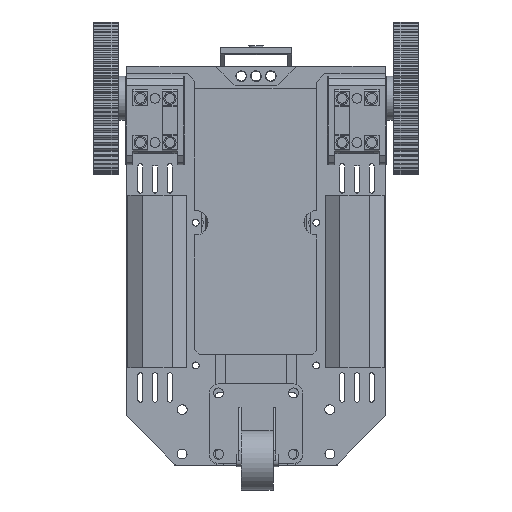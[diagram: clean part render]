
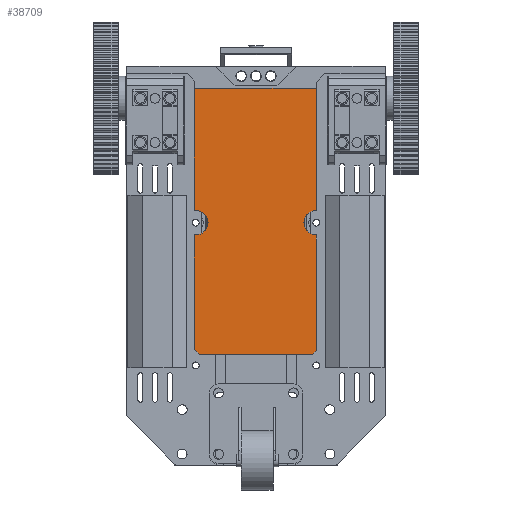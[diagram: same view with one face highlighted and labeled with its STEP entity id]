
A CAD part, front view. The second image highlights one B-rep face of the part: STEP entity #38709.
In plain terms, the highlighted planar face has unit normal (0, -1, 0).
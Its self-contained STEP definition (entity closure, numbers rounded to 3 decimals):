
#4253=FACE_OUTER_BOUND('',#6800,.T.);
#6800=EDGE_LOOP('',(#34404,#34405,#34406,#34407,#34408,#34409,#34410,#34411,
#34412,#34413));
#7760=CIRCLE('',#41107,5.);
#7763=CIRCLE('',#41114,5.);
#11602=LINE('',#66577,#15535);
#11613=LINE('',#66604,#15546);
#11614=LINE('',#66608,#15547);
#11617=LINE('',#66613,#15550);
#11626=LINE('',#66629,#15559);
#11627=LINE('',#66630,#15560);
#11628=LINE('',#66632,#15561);
#11629=LINE('',#66633,#15562);
#15535=VECTOR('',#49670,10.);
#15546=VECTOR('',#49699,10.);
#15547=VECTOR('',#49702,10.);
#15550=VECTOR('',#49707,10.);
#15559=VECTOR('',#49718,10.);
#15560=VECTOR('',#49719,10.);
#15561=VECTOR('',#49720,10.);
#15562=VECTOR('',#49721,10.);
#19014=VERTEX_POINT('',#66310);
#19015=VERTEX_POINT('',#66312);
#19027=VERTEX_POINT('',#66343);
#19028=VERTEX_POINT('',#66345);
#19132=VERTEX_POINT('',#66575);
#19139=VERTEX_POINT('',#66602);
#19140=VERTEX_POINT('',#66606);
#19141=VERTEX_POINT('',#66607);
#19142=VERTEX_POINT('',#66612);
#19149=VERTEX_POINT('',#66631);
#24179=EDGE_CURVE('',#19015,#19014,#7760,.F.);
#24195=EDGE_CURVE('',#19028,#19027,#7763,.F.);
#24312=EDGE_CURVE('',#19014,#19132,#11602,.T.);
#24326=EDGE_CURVE('',#19132,#19139,#11613,.T.);
#24327=EDGE_CURVE('',#19140,#19141,#11614,.F.);
#24330=EDGE_CURVE('',#19142,#19141,#11617,.T.);
#24339=EDGE_CURVE('',#19140,#19015,#11626,.T.);
#24340=EDGE_CURVE('',#19139,#19028,#11627,.T.);
#24341=EDGE_CURVE('',#19027,#19149,#11628,.T.);
#24342=EDGE_CURVE('',#19142,#19149,#11629,.F.);
#34404=ORIENTED_EDGE('',*,*,#24327,.F.);
#34405=ORIENTED_EDGE('',*,*,#24339,.T.);
#34406=ORIENTED_EDGE('',*,*,#24179,.T.);
#34407=ORIENTED_EDGE('',*,*,#24312,.T.);
#34408=ORIENTED_EDGE('',*,*,#24326,.T.);
#34409=ORIENTED_EDGE('',*,*,#24340,.T.);
#34410=ORIENTED_EDGE('',*,*,#24195,.T.);
#34411=ORIENTED_EDGE('',*,*,#24341,.T.);
#34412=ORIENTED_EDGE('',*,*,#24342,.F.);
#34413=ORIENTED_EDGE('',*,*,#24330,.T.);
#36703=PLANE('',#41180);
#38709=ADVANCED_FACE('',(#4253),#36703,.T.);
#41107=AXIS2_PLACEMENT_3D('',#66313,#49461,#49462);
#41114=AXIS2_PLACEMENT_3D('',#66346,#49488,#49489);
#41180=AXIS2_PLACEMENT_3D('',#66628,#49716,#49717);
#49461=DIRECTION('center_axis',(0.,-1.,0.));
#49462=DIRECTION('ref_axis',(1.,0.,0.));
#49488=DIRECTION('center_axis',(0.,-1.,0.));
#49489=DIRECTION('ref_axis',(1.,0.,0.));
#49670=DIRECTION('',(0.,0.,1.));
#49699=DIRECTION('',(-1.,0.,0.));
#49702=DIRECTION('',(0.707,0.,0.707));
#49707=DIRECTION('',(1.,0.,0.));
#49716=DIRECTION('center_axis',(0.,-1.,0.));
#49717=DIRECTION('ref_axis',(0.,0.,-1.));
#49718=DIRECTION('',(0.,0.,1.));
#49719=DIRECTION('',(0.,0.,-1.));
#49720=DIRECTION('',(0.,0.,-1.));
#49721=DIRECTION('',(0.707,0.,-0.707));
#66310=CARTESIAN_POINT('',(74.5,-21.5,-53.528));
#66312=CARTESIAN_POINT('',(74.5,-21.5,-63.528));
#66313=CARTESIAN_POINT('Origin',(74.494,-21.5,-58.528));
#66343=CARTESIAN_POINT('',(25.,-21.5,-63.499));
#66345=CARTESIAN_POINT('',(25.,-21.5,-53.551));
#66346=CARTESIAN_POINT('Origin',(25.508,-21.5,-58.525));
#66575=CARTESIAN_POINT('',(74.5,-21.5,-4.));
#66577=CARTESIAN_POINT('',(74.5,-21.5,-79.5));
#66602=CARTESIAN_POINT('',(25.,-21.5,-4.));
#66604=CARTESIAN_POINT('',(59.5,-21.5,-4.));
#66606=CARTESIAN_POINT('',(74.5,-21.5,-110.5));
#66607=CARTESIAN_POINT('',(73.,-21.5,-112.));
#66608=CARTESIAN_POINT('',(81.375,-21.5,-103.625));
#66612=CARTESIAN_POINT('',(27.,-21.5,-112.));
#66613=CARTESIAN_POINT('',(35.5,-21.5,-112.));
#66628=CARTESIAN_POINT('Origin',(47.5,-21.5,-55.));
#66629=CARTESIAN_POINT('',(74.5,-21.5,-79.5));
#66630=CARTESIAN_POINT('',(25.,-21.5,-30.5));
#66631=CARTESIAN_POINT('',(25.,-21.5,-110.));
#66632=CARTESIAN_POINT('',(25.,-21.5,-30.5));
#66633=CARTESIAN_POINT('',(17.375,-21.5,-102.375));
